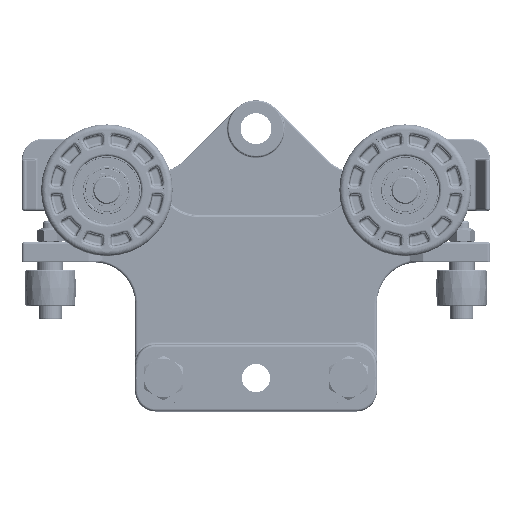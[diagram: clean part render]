
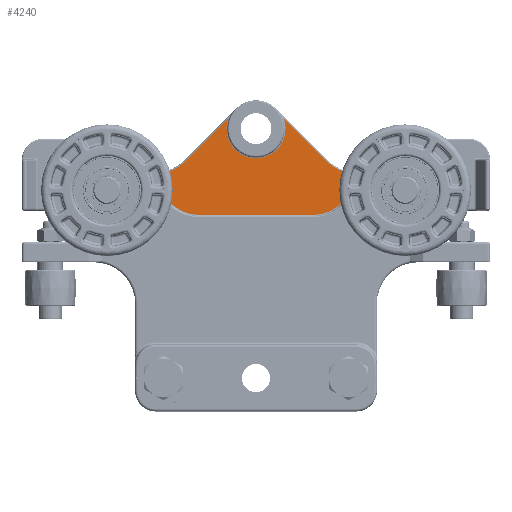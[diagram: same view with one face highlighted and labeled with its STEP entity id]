
A CAD part, top view. The second image highlights one B-rep face of the part: STEP entity #4240.
In plain terms, the highlighted planar face has unit normal (0, 0, 1).
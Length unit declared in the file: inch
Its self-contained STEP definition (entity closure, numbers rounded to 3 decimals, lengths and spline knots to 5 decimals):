
#2854=CARTESIAN_POINT('',(-0.06867,3.26972,0.25));
#2855=VERTEX_POINT('',#2854);
#2883=CARTESIAN_POINT('',(-1.41132,3.26972,0.25));
#2884=VERTEX_POINT('',#2883);
#2892=CARTESIAN_POINT('',(-0.74,3.01297,0.25));
#2893=DIRECTION('',(0.0,0.0,1.0));
#2894=DIRECTION('',(0.0,-1.0,0.0));
#2895=AXIS2_PLACEMENT_3D('',#2892,#2893,#2894);
#2896=CIRCLE('',#2895,0.71875);
#2897=EDGE_CURVE('',#2884,#2855,#2896,.T.);
#2967=CARTESIAN_POINT('',(0.9817,2.21935,0.25));
#2968=VERTEX_POINT('',#2967);
#2969=CARTESIAN_POINT('',(-0.06867,3.26972,0.25));
#2970=DIRECTION('',(0.707,-0.707,0.0));
#2971=VECTOR('',#2970,1.48545);
#2972=LINE('',#2969,#2971);
#2973=EDGE_CURVE('',#2855,#2968,#2972,.T.);
#3719=CARTESIAN_POINT('',(-2.13032,0.91922,0.25));
#3720=VERTEX_POINT('',#3719);
#3738=CARTESIAN_POINT('',(0.65033,0.91922,0.25));
#3739=VERTEX_POINT('',#3738);
#3747=CARTESIAN_POINT('',(0.65033,0.91922,0.25));
#3748=DIRECTION('',(-1.0,0.0,0.0));
#3749=VECTOR('',#3748,2.78065);
#3750=LINE('',#3747,#3749);
#3751=EDGE_CURVE('',#3739,#3720,#3750,.T.);
#3761=CARTESIAN_POINT('',(-2.81533,1.20296,0.25));
#3762=VERTEX_POINT('',#3761);
#3780=CARTESIAN_POINT('',(-2.13032,1.88797,0.25));
#3781=DIRECTION('',(0.0,0.0,-1.0));
#3782=DIRECTION('',(-0.383,-0.924,0.0));
#3783=AXIS2_PLACEMENT_3D('',#3780,#3781,#3782);
#3784=CIRCLE('',#3783,0.96875);
#3785=EDGE_CURVE('',#3720,#3762,#3784,.T.);
#3797=CARTESIAN_POINT('',(1.33534,1.20296,0.25));
#3798=VERTEX_POINT('',#3797);
#3806=CARTESIAN_POINT('',(0.65033,1.88797,0.25));
#3807=DIRECTION('',(0.0,0.0,-1.0));
#3808=DIRECTION('',(0.383,-0.924,0.0));
#3809=AXIS2_PLACEMENT_3D('',#3806,#3807,#3808);
#3810=CIRCLE('',#3809,0.96875);
#3811=EDGE_CURVE('',#3798,#3739,#3810,.T.);
#3829=CARTESIAN_POINT('',(-3.62591,2.01355,0.25));
#3830=VERTEX_POINT('',#3829);
#3847=CARTESIAN_POINT('',(-2.81533,1.20296,0.25));
#3848=DIRECTION('',(-0.707,0.707,0.0));
#3849=VECTOR('',#3848,1.14634);
#3850=LINE('',#3847,#3849);
#3851=EDGE_CURVE('',#3762,#3830,#3850,.T.);
#3863=CARTESIAN_POINT('',(2.14592,2.01355,0.25));
#3864=VERTEX_POINT('',#3863);
#3872=CARTESIAN_POINT('',(2.14592,2.01355,0.25));
#3873=DIRECTION('',(-0.707,-0.707,0.0));
#3874=VECTOR('',#3873,1.14634);
#3875=LINE('',#3872,#3874);
#3876=EDGE_CURVE('',#3864,#3798,#3875,.T.);
#4040=CARTESIAN_POINT('',(1.71091,2.94856,0.25));
#4041=DIRECTION('',(0.0,0.0,1.0));
#4042=DIRECTION('',(0.0,-1.0,0.0));
#4043=AXIS2_PLACEMENT_3D('',#4040,#4041,#4042);
#4044=CIRCLE('',#4043,1.03125);
#4045=EDGE_CURVE('',#2968,#3864,#4044,.T.);
#4210=CARTESIAN_POINT('',(-0.74,0.19244,0.25));
#4211=DIRECTION('',(0.0,0.0,1.0));
#4212=DIRECTION('',(1.0,0.0,0.0));
#4213=AXIS2_PLACEMENT_3D('',#4210,#4211,#4212);
#4214=PLANE('',#4213);
#4215=ORIENTED_EDGE('',*,*,#2897,.F.);
#4216=CARTESIAN_POINT('',(-2.4617,2.21935,0.25));
#4217=VERTEX_POINT('',#4216);
#4218=CARTESIAN_POINT('',(-2.4617,2.21935,0.25));
#4219=DIRECTION('',(0.707,0.707,0.0));
#4220=VECTOR('',#4219,1.48545);
#4221=LINE('',#4218,#4220);
#4222=EDGE_CURVE('',#4217,#2884,#4221,.T.);
#4223=ORIENTED_EDGE('',*,*,#4222,.F.);
#4224=CARTESIAN_POINT('',(-3.1909,2.94856,0.25));
#4225=DIRECTION('',(0.0,0.0,1.0));
#4226=DIRECTION('',(0.0,-1.0,0.0));
#4227=AXIS2_PLACEMENT_3D('',#4224,#4225,#4226);
#4228=CIRCLE('',#4227,1.03125);
#4229=EDGE_CURVE('',#3830,#4217,#4228,.T.);
#4230=ORIENTED_EDGE('',*,*,#4229,.F.);
#4231=ORIENTED_EDGE('',*,*,#3851,.F.);
#4232=ORIENTED_EDGE('',*,*,#3785,.F.);
#4233=ORIENTED_EDGE('',*,*,#3751,.F.);
#4234=ORIENTED_EDGE('',*,*,#3811,.F.);
#4235=ORIENTED_EDGE('',*,*,#3876,.F.);
#4236=ORIENTED_EDGE('',*,*,#4045,.F.);
#4237=ORIENTED_EDGE('',*,*,#2973,.F.);
#4238=EDGE_LOOP('',(#4215,#4223,#4230,#4231,#4232,#4233,#4234,#4235,#4236,#4237));
#4239=FACE_OUTER_BOUND('',#4238,.T.);
#4240=ADVANCED_FACE('',(#4239),#4214,.T.);
